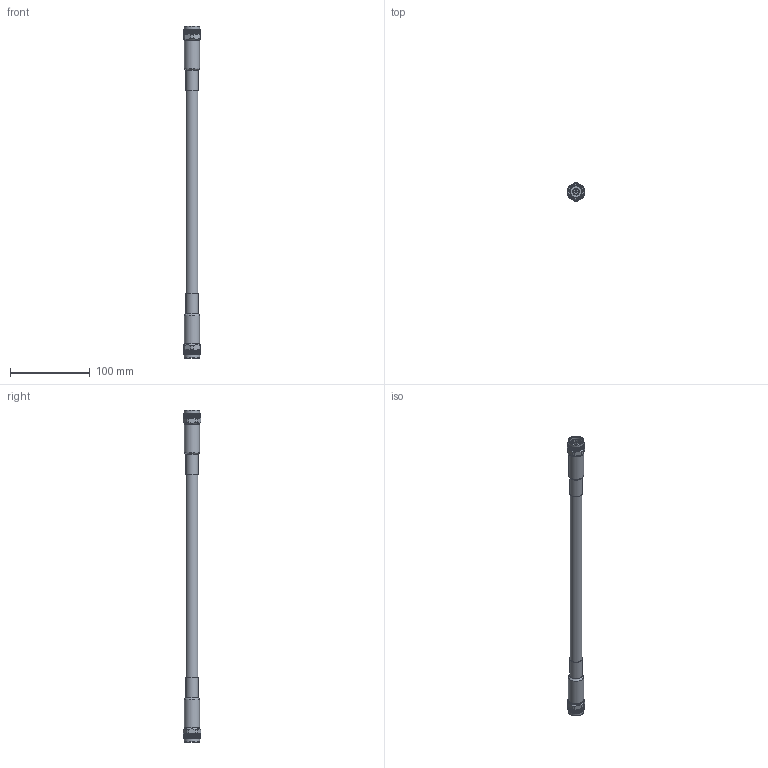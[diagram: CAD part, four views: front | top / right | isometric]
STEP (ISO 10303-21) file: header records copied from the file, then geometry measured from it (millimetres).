
FILE_DESCRIPTION (( 'STEP AP203' ), '1' );
FILE_NAME ('PE3C0112_3D.step', '2021-03-02T16:47:50', ( '' ), ( '' ), 'SwSTEP 2.0', 'SolidWorks 2018', '' );
FILE_SCHEMA (( 'CONFIG_CONTROL_DESIGN' ));
Length unit declared in the file: inch
Products named in the file (3): LMR-600^PE3C0112_LMR-600; PE3C0112_3D; EZ-600-NMH-X^PE3C0112_Heat Shrink
Assembly tree (3 placements, depth 2):
  PE3C0112_3D
    LMR-600^PE3C0112_LMR-600
    EZ-600-NMH-X^PE3C0112_Heat Shrink  x2
Bounding box: 20.62 x 22.22 x 415.74 mm (x, y, z)
Volume: 84004.2 mm3; surface area: 26625.2 mm2
Topology: 5 solids, 5 shells, 4357 faces, 9389 edges, 5054 vertices
Faces by surface type: bspline 3368, cylinder 887, plane 68, cone 32, torus 2
Full cylindrical faces by diameter (mm): 1.524 x2, 2.54 x2, 6.909 x2, 8.255 x2, 14.986 x1, 15.748 x2, 15.846 x2, 15.875 x12, 17.5 x2, 19.024 x2, 19.69 x4
Entity records: 74331 total; most frequent: CARTESIAN_POINT 45798, ORIENTED_EDGE 9298, EDGE_CURVE 4649, VERTEX_POINT 2508, EDGE_LOOP 2201, FACE_OUTER_BOUND 2188, ADVANCED_FACE 2174, B_SPLINE_CURVE_WITH_KNOTS 2074
